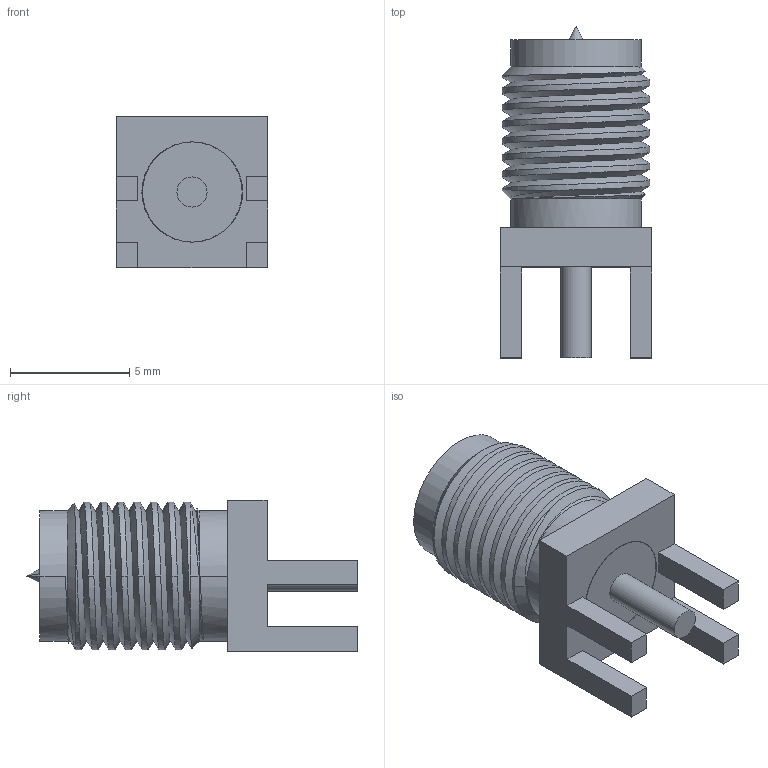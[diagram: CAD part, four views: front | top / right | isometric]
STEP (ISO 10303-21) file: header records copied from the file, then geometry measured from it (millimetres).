
FILE_DESCRIPTION((''),'2;1');
FILE_NAME('RP-SMA-K-KE_ASM','2020-01-11T',('YC-HT'),(''),'PRO/ENGINEER BY PARAMETRIC TECHNOLOGY CORPORATION, 2013040','PRO/ENGINEER BY PARAMETRIC TECHNOLOGY CORPORATION, 2013040','');
FILE_SCHEMA(('CONFIG_CONTROL_DESIGN'));
Length unit declared in the file: millimetre
Products named in the file (4): SMA-K-KE; JIAOLI; RP-ZHEN; RP-SMA-K-KE_ASM
Assembly tree (3 placements, depth 2):
  RP-SMA-K-KE_ASM
    SMA-K-KE
    JIAOLI
    RP-ZHEN
Bounding box: 6.35 x 13.91 x 6.35 mm (x, y, z)
Volume: 257 mm3; surface area: 694.7 mm2
Topology: 3 solids, 3 shells, 83 faces, 204 edges, 127 vertices
Faces by surface type: cylinder 32, plane 27, cone 12, torus 6, bspline 6
Entity records: 4317 total; most frequent: CARTESIAN_POINT 2333, ORIENTED_EDGE 404, DIRECTION 373, EDGE_CURVE 202, AXIS2_PLACEMENT_3D 137, VERTEX_POINT 127, VECTOR 99, LINE 99
